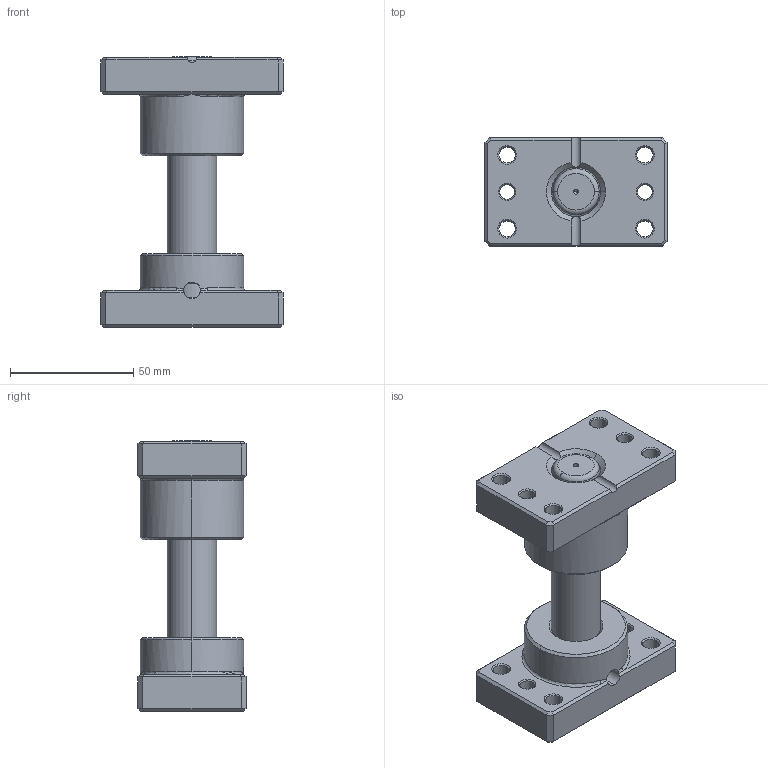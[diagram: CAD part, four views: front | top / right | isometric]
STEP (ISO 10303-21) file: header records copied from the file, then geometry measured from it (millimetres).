
FILE_DESCRIPTION (( 'STEP AP214' ), '1' );
FILE_NAME ('MYP-D20-L110.STEP', '2021-09-18T01:30:27', ( 'User' ), ( 'china' ), 'SwSTEP 2.0', 'SolidWorks 2016', '' );
FILE_SCHEMA (( 'AUTOMOTIVE_DESIGN' ));
Length unit declared in the file: millimetre
Products named in the file (4): SZBP-D20; MGP-D20-L110; MGHP-D20; MYP-D20-L110
Assembly tree (3 placements, depth 2):
  MYP-D20-L110
    MGHP-D20
    MGP-D20-L110
    SZBP-D20
Bounding box: 74 x 44 x 110 mm (x, y, z)
Volume: 156964.5 mm3; surface area: 37811.5 mm2
Topology: 3 solids, 3 shells, 224 faces, 527 edges, 303 vertices
Faces by surface type: plane 73, cone 69, cylinder 60, torus 14, bspline 8
Entity records: 6882 total; most frequent: CARTESIAN_POINT 1520, DIRECTION 1152, ORIENTED_EDGE 1038, EDGE_CURVE 519, AXIS2_PLACEMENT_3D 435, VERTEX_POINT 303, LINE 282, VECTOR 282
